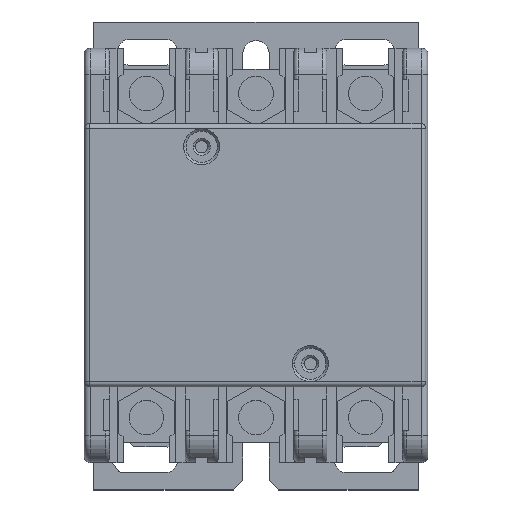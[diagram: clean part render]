
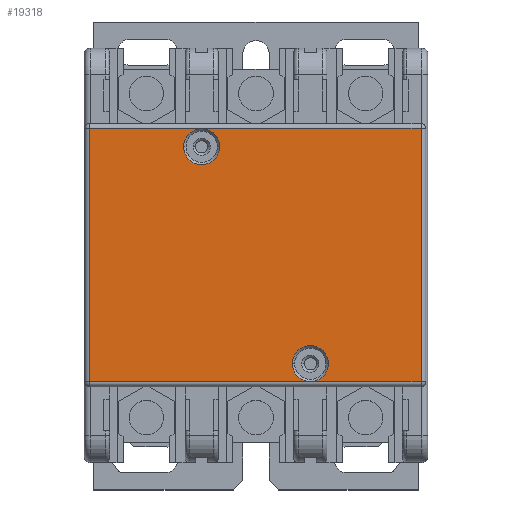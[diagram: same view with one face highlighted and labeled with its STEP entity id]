
A CAD part, top view. The second image highlights one B-rep face of the part: STEP entity #19318.
In plain terms, the highlighted face is planar.
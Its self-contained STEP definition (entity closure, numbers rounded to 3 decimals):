
#16278=DIRECTION('',(0.,-1.,0.));
#16279=VECTOR('',#16278,52.);
#16280=CARTESIAN_POINT('',(0.,26.,34.));
#16281=LINE('',#16280,#16279);
#16313=DIRECTION('',(0.,0.,1.));
#16314=VECTOR('',#16313,68.);
#16315=CARTESIAN_POINT('',(0.,26.,-34.));
#16316=LINE('',#16315,#16314);
#16332=DIRECTION('',(0.,1.,0.));
#16333=VECTOR('',#16332,52.);
#16334=CARTESIAN_POINT('',(0.,-26.,-34.));
#16335=LINE('',#16334,#16333);
#16340=CARTESIAN_POINT('',(0.,-22.25,11.));
#16341=DIRECTION('',(1.,0.,0.));
#16342=DIRECTION('',(0.,0.,1.));
#16343=AXIS2_PLACEMENT_3D('',#16340,#16341,#16342);
#16345=CARTESIAN_POINT('',(0.,-22.25,11.));
#16346=DIRECTION('',(1.,0.,0.));
#16347=DIRECTION('',(0.,0.,-1.));
#16348=AXIS2_PLACEMENT_3D('',#16345,#16346,#16347);
#16350=CARTESIAN_POINT('',(0.,22.25,-11.3));
#16351=DIRECTION('',(1.,0.,0.));
#16352=DIRECTION('',(0.,0.,1.));
#16353=AXIS2_PLACEMENT_3D('',#16350,#16351,#16352);
#16355=CARTESIAN_POINT('',(0.,22.25,-11.3));
#16356=DIRECTION('',(1.,0.,0.));
#16357=DIRECTION('',(0.,0.,-1.));
#16358=AXIS2_PLACEMENT_3D('',#16355,#16356,#16357);
#16360=DIRECTION('',(0.,0.,-1.));
#16361=VECTOR('',#16360,68.);
#16362=CARTESIAN_POINT('',(0.,-26.,34.));
#16363=LINE('',#16362,#16361);
#18130=CARTESIAN_POINT('',(0.,26.,-34.));
#18131=CARTESIAN_POINT('',(0.,26.,34.));
#18132=VERTEX_POINT('',#18130);
#18133=VERTEX_POINT('',#18131);
#18230=CARTESIAN_POINT('',(0.,-26.,34.));
#18231=CARTESIAN_POINT('',(0.,-26.,-34.));
#18232=VERTEX_POINT('',#18230);
#18233=VERTEX_POINT('',#18231);
#18382=CARTESIAN_POINT('',(0.,-22.25,7.3));
#18383=VERTEX_POINT('',#18382);
#18458=CARTESIAN_POINT('',(0.,-22.25,14.7));
#18459=VERTEX_POINT('',#18458);
#18628=CARTESIAN_POINT('',(0.,22.25,-15.));
#18629=VERTEX_POINT('',#18628);
#18794=CARTESIAN_POINT('',(0.,22.25,-7.6));
#18795=VERTEX_POINT('',#18794);
#19294=CARTESIAN_POINT('',(0.,0.,0.));
#19295=DIRECTION('',(1.,0.,0.));
#19296=DIRECTION('',(0.,0.,-1.));
#19297=AXIS2_PLACEMENT_3D('',#19294,#19295,#19296);
#19298=PLANE('',#19297);
#19300=ORIENTED_EDGE('',*,*,#19299,.T.);
#19301=ORIENTED_EDGE('',*,*,#19285,.T.);
#19302=ORIENTED_EDGE('',*,*,#19261,.T.);
#19303=ORIENTED_EDGE('',*,*,#19207,.T.);
#19304=EDGE_LOOP('',(#19300,#19301,#19302,#19303));
#19305=FACE_OUTER_BOUND('',#19304,.F.);
#19307=ORIENTED_EDGE('',*,*,#19306,.F.);
#19309=ORIENTED_EDGE('',*,*,#19308,.F.);
#19310=EDGE_LOOP('',(#19307,#19309));
#19311=FACE_BOUND('',#19310,.F.);
#19313=ORIENTED_EDGE('',*,*,#19312,.F.);
#19315=ORIENTED_EDGE('',*,*,#19314,.F.);
#19316=EDGE_LOOP('',(#19313,#19315));
#19317=FACE_BOUND('',#19316,.F.);
#19318=ADVANCED_FACE('',(#19305,#19311,#19317),#19298,.F.);
#16344=CIRCLE('',#16343,3.7);
#16349=CIRCLE('',#16348,3.7);
#16354=CIRCLE('',#16353,3.7);
#16359=CIRCLE('',#16358,3.7);
#19207=EDGE_CURVE('',#18133,#18232,#16281,.T.);
#19261=EDGE_CURVE('',#18132,#18133,#16316,.T.);
#19285=EDGE_CURVE('',#18233,#18132,#16335,.T.);
#19299=EDGE_CURVE('',#18232,#18233,#16363,.T.);
#19306=EDGE_CURVE('',#18459,#18383,#16344,.T.);
#19308=EDGE_CURVE('',#18383,#18459,#16349,.T.);
#19312=EDGE_CURVE('',#18795,#18629,#16354,.T.);
#19314=EDGE_CURVE('',#18629,#18795,#16359,.T.);
